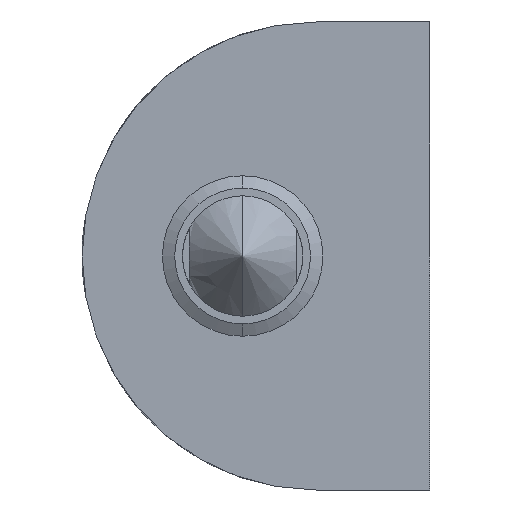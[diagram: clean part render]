
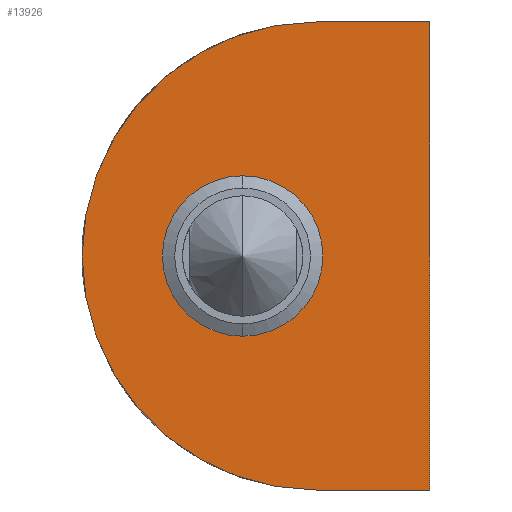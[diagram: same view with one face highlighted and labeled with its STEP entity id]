
A CAD part, left-side view. The second image highlights one B-rep face of the part: STEP entity #13926.
In plain terms, the highlighted planar face has unit normal (-1, 0, 0).
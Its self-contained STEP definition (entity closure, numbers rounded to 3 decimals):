
#8212=EDGE_CURVE('NONE',#14956,#13978,#23358,.T.);
#11768=EDGE_CURVE('NONE',#13978,#14956,#27245,.T.);
#13224=VERTEX_POINT('NONE',#28820);
#13868=EDGE_CURVE('NONE',#18158,#20786,#29517,.T.);
#13926=ADVANCED_FACE('NONE',(#29577,#29578),#29579,.F.);
#13978=VERTEX_POINT('NONE',#29635);
#14956=VERTEX_POINT('NONE',#30695);
#17526=EDGE_CURVE('NONE',#13224,#20298,#33511,.T.);
#18068=EDGE_CURVE('NONE',#13224,#20786,#34098,.T.);
#18158=VERTEX_POINT('NONE',#34195);
#20298=VERTEX_POINT('NONE',#36522);
#20786=VERTEX_POINT('NONE',#37049);
#22036=EDGE_CURVE('NONE',#20298,#18158,#38403,.T.);
#23358=CIRCLE('',#40251,6.0);
#27245=CIRCLE('',#47035,6.0);
#28820=CARTESIAN_POINT('',(-6.0,8.5,17.5));
#29517=LINE('',#50936,#50937);
#29577=FACE_OUTER_BOUND('',#51049,.T.);
#29578=FACE_BOUND('',#51050,.T.);
#29579=PLANE('',#51051);
#29635=CARTESIAN_POINT('',(-6.0,14.0,-6.0));
#30695=CARTESIAN_POINT('',(-6.0,14.0,6.0));
#33511=CIRCLE('',#57591,17.5);
#34098=LINE('',#58566,#58567);
#34195=CARTESIAN_POINT('',(-6.0,0.0,-17.5));
#36522=CARTESIAN_POINT('',(-6.0,8.5,-17.5));
#37049=CARTESIAN_POINT('',(-6.0,0.0,17.5));
#38403=LINE('',#65920,#65921);
#40251=AXIS2_PLACEMENT_3D('',#67611,#67612,#67613);
#47035=AXIS2_PLACEMENT_3D('',#71155,#71156,#71157);
#50936=CARTESIAN_POINT('',(-6.0,0.0,-17.5));
#50937=VECTOR('',#73271,1000.0);
#51049=EDGE_LOOP('',(#73302,#73303,#73304,#73305));
#51050=EDGE_LOOP('',(#73306,#73307));
#51051=AXIS2_PLACEMENT_3D('',#73308,#73309,#73310);
#57591=AXIS2_PLACEMENT_3D('',#77579,#77580,#77581);
#58566=CARTESIAN_POINT('',(-6.0,8.5,17.5));
#58567=VECTOR('',#78031,1000.0);
#65920=CARTESIAN_POINT('',(-6.0,8.5,-17.5));
#65921=VECTOR('',#82129,1000.0);
#67611=CARTESIAN_POINT('',(-6.0,14.0,0.));
#67612=DIRECTION('',(-1.0,0.0,0.));
#67613=DIRECTION('',(0.,0.0,1.0));
#71155=CARTESIAN_POINT('',(-6.0,14.0,0.));
#71156=DIRECTION('',(-1.0,0.0,0.));
#71157=DIRECTION('',(0.,0.0,1.0));
#73271=DIRECTION('',(0.,0.0,1.0));
#73302=ORIENTED_EDGE('',*,*,#13868,.T.);
#73303=ORIENTED_EDGE('',*,*,#18068,.F.);
#73304=ORIENTED_EDGE('',*,*,#17526,.T.);
#73305=ORIENTED_EDGE('',*,*,#22036,.T.);
#73306=ORIENTED_EDGE('',*,*,#8212,.F.);
#73307=ORIENTED_EDGE('',*,*,#11768,.F.);
#73308=CARTESIAN_POINT('',(-6.0,8.5,-17.5));
#73309=DIRECTION('',(1.0,0.0,0.));
#73310=DIRECTION('',(0.0,-1.0,0.0));
#77579=CARTESIAN_POINT('',(-6.0,8.5,0.));
#77580=DIRECTION('',(-1.0,0.0,0.));
#77581=DIRECTION('',(0.,0.0,1.0));
#78031=DIRECTION('',(0.0,-1.0,-0.0));
#82129=DIRECTION('',(0.0,-1.0,-0.0));
